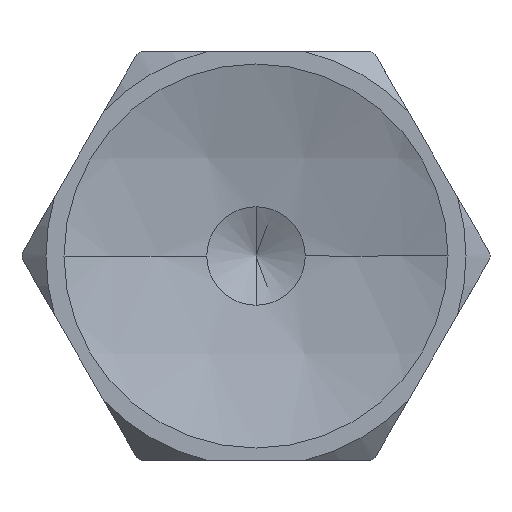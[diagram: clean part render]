
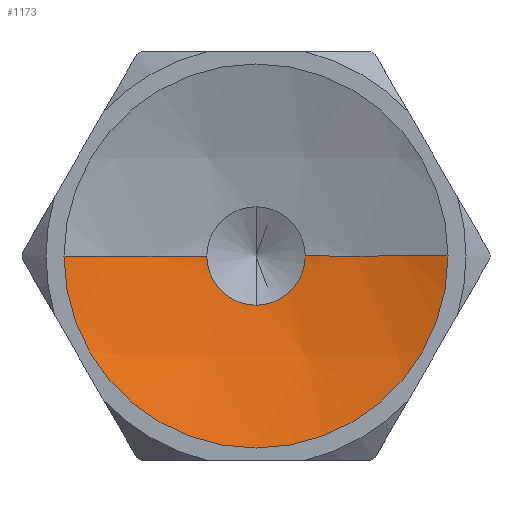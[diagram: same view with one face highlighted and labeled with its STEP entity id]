
A CAD part, front view. The second image highlights one B-rep face of the part: STEP entity #1173.
In plain terms, the highlighted spherical face has radius 21 mm.
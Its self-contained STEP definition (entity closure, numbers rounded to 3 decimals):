
#40 = ORIENTED_EDGE ( 'NONE', *, *, #1048, .T. ) ;
#65 = DIRECTION ( 'NONE',  ( 1., 0., 0. ) ) ;
#80 = CIRCLE ( 'NONE', #242, 21. ) ;
#92 = CARTESIAN_POINT ( 'NONE',  ( -8., -6.4, 0. ) ) ;
#97 = VERTEX_POINT ( 'NONE', #184 ) ;
#114 = CIRCLE ( 'NONE', #304, 8. ) ;
#119 = CARTESIAN_POINT ( 'NONE',  ( 8., -6.4, 0. ) ) ;
#140 = VERTEX_POINT ( 'NONE', #92 ) ;
#165 = EDGE_CURVE ( 'NONE', #590, #632, #992, .T. ) ;
#177 = VERTEX_POINT ( 'NONE', #119 ) ;
#184 = CARTESIAN_POINT ( 'NONE',  ( 2.05, -4.917, 0. ) ) ;
#187 = CARTESIAN_POINT ( 'NONE',  ( 0., -4.917, -2.05 ) ) ;
#219 = ORIENTED_EDGE ( 'NONE', *, *, #738, .F. ) ;
#228 = DIRECTION ( 'NONE',  ( 0., 0., -1. ) ) ;
#242 = AXIS2_PLACEMENT_3D ( 'NONE', #1311, #693, #65 ) ;
#288 = CARTESIAN_POINT ( 'NONE',  ( 0., -6.4, 0. ) ) ;
#296 = AXIS2_PLACEMENT_3D ( 'NONE', #1056, #954, #846 ) ;
#299 = DIRECTION ( 'NONE',  ( 0., 0., 1. ) ) ;
#304 = AXIS2_PLACEMENT_3D ( 'NONE', #288, #1028, #400 ) ;
#354 = ORIENTED_EDGE ( 'NONE', *, *, #1107, .F. ) ;
#361 = AXIS2_PLACEMENT_3D ( 'NONE', #1059, #428, #1149 ) ;
#364 = SPHERICAL_SURFACE ( 'NONE', #947, 21. ) ;
#400 = DIRECTION ( 'NONE',  ( 0., 0., 1. ) ) ;
#428 = DIRECTION ( 'NONE',  ( 0., 1., 0. ) ) ;
#488 = EDGE_LOOP ( 'NONE', ( #354, #40, #599, #1072, #219 ) ) ;
#514 = DIRECTION ( 'NONE',  ( -1., 0., 0. ) ) ;
#564 = FACE_OUTER_BOUND ( 'NONE', #488, .T. ) ;
#590 = VERTEX_POINT ( 'NONE', #187 ) ;
#599 = ORIENTED_EDGE ( 'NONE', *, *, #619, .T. ) ;
#610 = CIRCLE ( 'NONE', #1130, 21. ) ;
#619 = EDGE_CURVE ( 'NONE', #97, #590, #1091, .T. ) ;
#632 = VERTEX_POINT ( 'NONE', #1036 ) ;
#693 = DIRECTION ( 'NONE',  ( 0., 0., 1. ) ) ;
#738 = EDGE_CURVE ( 'NONE', #140, #632, #610, .T. ) ;
#846 = DIRECTION ( 'NONE',  ( 0., 0., 1. ) ) ;
#855 = CARTESIAN_POINT ( 'NONE',  ( 0., -25.816, 0. ) ) ;
#947 = AXIS2_PLACEMENT_3D ( 'NONE', #1338, #299, #514 ) ;
#954 = DIRECTION ( 'NONE',  ( 0., 1., 0. ) ) ;
#963 = DIRECTION ( 'NONE',  ( -1., 0., 0. ) ) ;
#992 = CIRCLE ( 'NONE', #296, 2.05 ) ;
#1028 = DIRECTION ( 'NONE',  ( 0., 1., 0. ) ) ;
#1036 = CARTESIAN_POINT ( 'NONE',  ( -2.05, -4.917, 0. ) ) ;
#1048 = EDGE_CURVE ( 'NONE', #177, #97, #80, .T. ) ;
#1056 = CARTESIAN_POINT ( 'NONE',  ( 0., -4.917, 0. ) ) ;
#1059 = CARTESIAN_POINT ( 'NONE',  ( 0., -4.917, 0. ) ) ;
#1072 = ORIENTED_EDGE ( 'NONE', *, *, #165, .T. ) ;
#1091 = CIRCLE ( 'NONE', #361, 2.05 ) ;
#1107 = EDGE_CURVE ( 'NONE', #177, #140, #114, .T. ) ;
#1130 = AXIS2_PLACEMENT_3D ( 'NONE', #855, #228, #963 ) ;
#1149 = DIRECTION ( 'NONE',  ( 0., 0., 1. ) ) ;
#1173 = ADVANCED_FACE ( 'NONE', ( #564 ), #364, .F. ) ;
#1311 = CARTESIAN_POINT ( 'NONE',  ( 0., -25.816, 0. ) ) ;
#1338 = CARTESIAN_POINT ( 'NONE',  ( 0., -25.816, 0. ) ) ;
